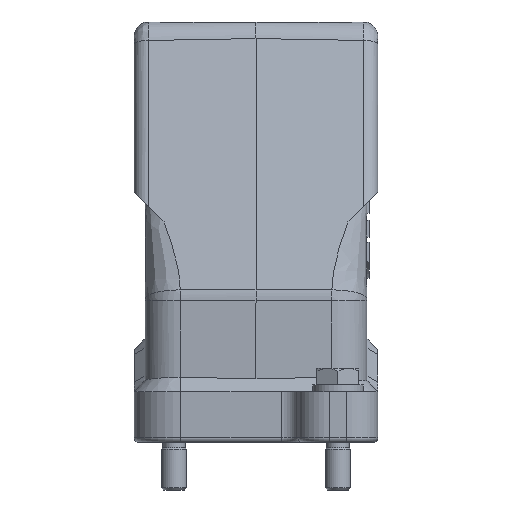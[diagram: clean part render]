
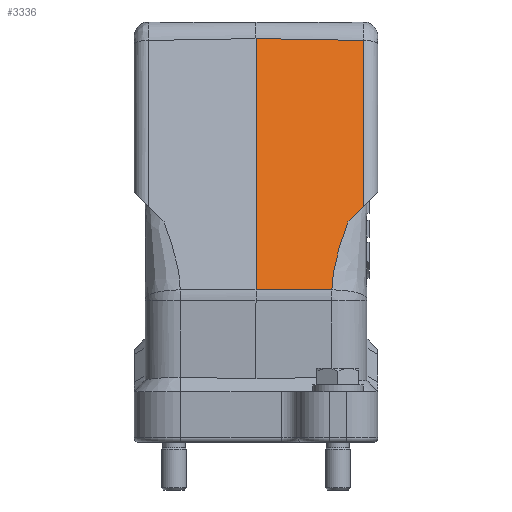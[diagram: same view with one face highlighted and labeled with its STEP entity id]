
A CAD part, left-side view. The second image highlights one B-rep face of the part: STEP entity #3336.
In plain terms, the highlighted planar face has unit normal (-0.966, -0.018, 0.259).
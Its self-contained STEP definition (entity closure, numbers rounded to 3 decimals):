
#2418=(
BOUNDED_CURVE()
B_SPLINE_CURVE(3,(#15362,#15363,#15364,#15365,#15366,#15367,#15368,#15369,
#15370,#15371),.UNSPECIFIED.,.F.,.F.)
B_SPLINE_CURVE_WITH_KNOTS((4,3,3,4),(0.,0.192,0.32,
1.),.UNSPECIFIED.)
CURVE()
GEOMETRIC_REPRESENTATION_ITEM()
RATIONAL_B_SPLINE_CURVE((1.,1.,1.,1.,1.,1.,1.,1.,1.,1.))
REPRESENTATION_ITEM('')
);
#2744=FACE_OUTER_BOUND('',#4081,.T.);
#3336=ADVANCED_FACE('',(#2744),#3707,.T.);
#3707=PLANE('',#10297);
#4081=EDGE_LOOP('',(#5143,#5144,#5145,#5146,#5147,#5148));
#5143=ORIENTED_EDGE('',*,*,#7746,.T.);
#5144=ORIENTED_EDGE('',*,*,#7222,.T.);
#5145=ORIENTED_EDGE('',*,*,#7737,.T.);
#5146=ORIENTED_EDGE('',*,*,#7747,.T.);
#5147=ORIENTED_EDGE('',*,*,#7748,.T.);
#5148=ORIENTED_EDGE('',*,*,#7749,.T.);
#6553=VERTEX_POINT('',#12701);
#6558=VERTEX_POINT('',#12711);
#6970=VERTEX_POINT('',#15323);
#6977=VERTEX_POINT('',#15359);
#6978=VERTEX_POINT('',#15361);
#6979=VERTEX_POINT('',#15372);
#7222=EDGE_CURVE('',#6558,#6553,#8253,.T.);
#7737=EDGE_CURVE('',#6553,#6970,#8540,.T.);
#7746=EDGE_CURVE('',#6977,#6558,#8547,.T.);
#7747=EDGE_CURVE('',#6970,#6978,#8548,.T.);
#7748=EDGE_CURVE('',#6978,#6979,#2418,.T.);
#7749=EDGE_CURVE('',#6979,#6977,#8549,.T.);
#8253=LINE('',#12713,#8823);
#8540=LINE('',#15322,#9110);
#8547=LINE('',#15358,#9117);
#8548=LINE('',#15360,#9118);
#8549=LINE('',#15373,#9119);
#8823=VECTOR('',#10807,1.);
#9110=VECTOR('',#11490,1.);
#9117=VECTOR('',#11501,1.);
#9118=VECTOR('',#11502,1.);
#9119=VECTOR('',#11503,1.);
#10297=AXIS2_PLACEMENT_3D('',#15374,#11504,#11505);
#10807=DIRECTION('',(-0.013,1.,0.017));
#11490=DIRECTION('',(-0.259,0.,-0.966));
#11501=DIRECTION('',(0.259,0.,0.966));
#11502=DIRECTION('',(0.017,-1.,-0.002));
#11503=DIRECTION('',(0.198,-0.693,0.693));
#11504=DIRECTION('',(-0.966,-0.017,0.259));
#11505=DIRECTION('',(0.259,0.,0.966));
#12701=CARTESIAN_POINT('',(-28.641,0.,78.004));
#12711=CARTESIAN_POINT('',(-28.298,-25.561,77.557));
#12713=CARTESIAN_POINT('',(-28.642,0.062,78.005));
#15322=CARTESIAN_POINT('',(-27.449,0.,82.45));
#15323=CARTESIAN_POINT('',(-44.659,0.,18.221));
#15358=CARTESIAN_POINT('',(-27.119,-25.561,81.959));
#15359=CARTESIAN_POINT('',(-38.895,-25.561,38.011));
#15360=CARTESIAN_POINT('',(-44.657,-0.153,18.221));
#15361=CARTESIAN_POINT('',(-44.344,-18.048,18.18));
#15362=CARTESIAN_POINT('',(-44.344,-18.048,18.18));
#15363=CARTESIAN_POINT('',(-43.235,-18.048,22.322));
#15364=CARTESIAN_POINT('',(-42.104,-19.277,26.458));
#15365=CARTESIAN_POINT('',(-40.974,-20.505,30.594));
#15366=CARTESIAN_POINT('',(-40.22,-21.324,33.351));
#15367=CARTESIAN_POINT('',(-39.453,-22.961,36.105));
#15368=CARTESIAN_POINT('',(-38.713,-22.961,38.866));
#15369=CARTESIAN_POINT('',(-34.775,-22.961,53.561));
#15370=CARTESIAN_POINT('',(-30.838,-22.961,68.256));
#15371=CARTESIAN_POINT('',(-26.9,-22.961,82.952));
#15372=CARTESIAN_POINT('',(-39.943,-21.895,34.345));
#15373=CARTESIAN_POINT('',(-35.851,-36.202,48.652));
#15374=CARTESIAN_POINT('',(-27.449,0.,82.45));
